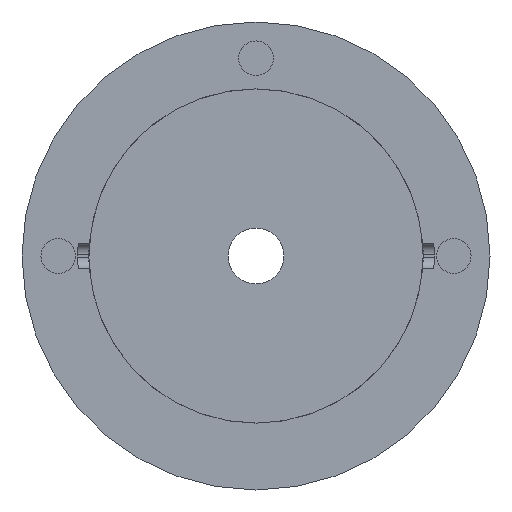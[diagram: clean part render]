
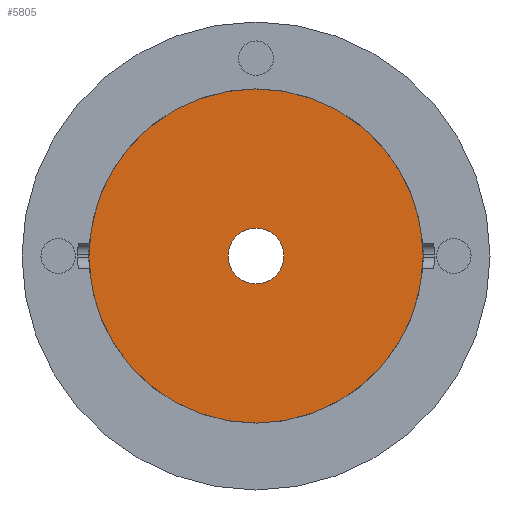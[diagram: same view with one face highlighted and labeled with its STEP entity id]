
A CAD part, front view. The second image highlights one B-rep face of the part: STEP entity #5805.
In plain terms, the highlighted planar face has unit normal (0, -1, 0).
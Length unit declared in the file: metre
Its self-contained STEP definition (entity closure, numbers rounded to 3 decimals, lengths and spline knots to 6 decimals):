
#15=PLANE('',#6726);
#2137=ORIENTED_EDGE('',*,*,#3979,.T.);
#2138=ORIENTED_EDGE('',*,*,#3367,.F.);
#3367=EDGE_CURVE('',#4289,#4289,#4907,.T.);
#3979=EDGE_CURVE('',#4899,#4899,#4923,.T.);
#4289=VERTEX_POINT('',#9202);
#4899=VERTEX_POINT('',#10459);
#4907=CIRCLE('',#6132,0.03);
#4923=CIRCLE('',#6727,0.005);
#5038=EDGE_LOOP('',(#2137));
#5039=EDGE_LOOP('',(#2138));
#5466=FACE_BOUND('',#5038,.T.);
#5467=FACE_BOUND('',#5039,.T.);
#5805=ADVANCED_FACE('',(#5466,#5467),#15,.F.);
#6132=AXIS2_PLACEMENT_3D('',#9201,#7053,#7054);
#6726=AXIS2_PLACEMENT_3D('',#10457,#8253,#8254);
#6727=AXIS2_PLACEMENT_3D('',#10458,#8255,#8256);
#7053=DIRECTION('',(0.,1.,0.));
#7054=DIRECTION('',(1.,0.,0.));
#8253=DIRECTION('',(0.,1.,0.));
#8254=DIRECTION('',(1.,0.,0.));
#8255=DIRECTION('',(0.,1.,0.));
#8256=DIRECTION('',(1.,0.,0.));
#9201=CARTESIAN_POINT('',(0.,0.08,0.));
#9202=CARTESIAN_POINT('',(0.03,0.08,0.));
#10457=CARTESIAN_POINT('',(0.,0.08,0.));
#10458=CARTESIAN_POINT('',(0.,0.08,0.));
#10459=CARTESIAN_POINT('',(0.005,0.08,0.));
